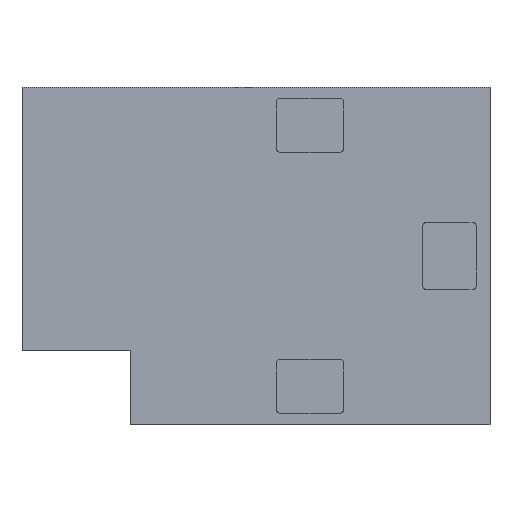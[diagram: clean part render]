
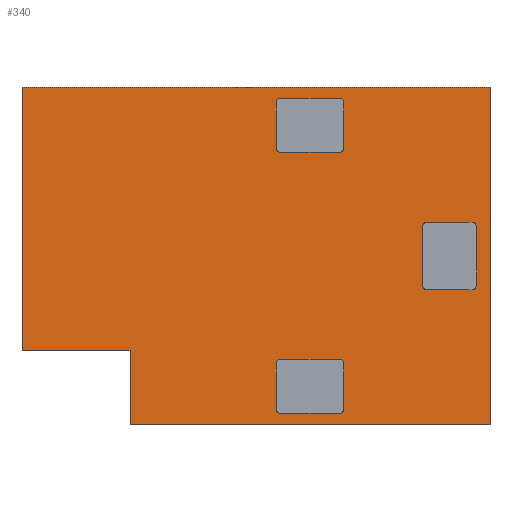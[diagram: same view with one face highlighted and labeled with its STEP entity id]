
A CAD part, top view. The second image highlights one B-rep face of the part: STEP entity #340.
In plain terms, the highlighted planar face has unit normal (0, 0, 1).
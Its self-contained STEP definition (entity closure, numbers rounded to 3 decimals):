
#93=PLANE('',#1086);
#161=LINE('',#1746,#263);
#162=LINE('',#1751,#264);
#163=LINE('',#1755,#265);
#164=LINE('',#1759,#266);
#165=LINE('',#1762,#267);
#166=LINE('',#1767,#268);
#167=LINE('',#1771,#269);
#168=LINE('',#1775,#270);
#169=LINE('',#1778,#271);
#170=LINE('',#1783,#272);
#171=LINE('',#1787,#273);
#172=LINE('',#1791,#274);
#173=LINE('',#1794,#275);
#174=LINE('',#1797,#276);
#175=LINE('',#1799,#277);
#176=LINE('',#1801,#278);
#177=LINE('',#1803,#279);
#178=LINE('',#1805,#280);
#263=VECTOR('',#1225,1.);
#264=VECTOR('',#1228,1.);
#265=VECTOR('',#1231,1.);
#266=VECTOR('',#1234,1.);
#267=VECTOR('',#1237,1.);
#268=VECTOR('',#1240,1.);
#269=VECTOR('',#1243,1.);
#270=VECTOR('',#1246,1.);
#271=VECTOR('',#1249,1.);
#272=VECTOR('',#1252,1.);
#273=VECTOR('',#1255,1.);
#274=VECTOR('',#1258,1.);
#275=VECTOR('',#1261,1.);
#276=VECTOR('',#1262,1.);
#277=VECTOR('',#1263,1.);
#278=VECTOR('',#1264,1.);
#279=VECTOR('',#1265,1.);
#280=VECTOR('',#1266,1.);
#340=ADVANCED_FACE('',(#433,#434,#435,#436),#93,.F.);
#397=CIRCLE('',#1074,1.);
#398=CIRCLE('',#1075,1.);
#399=CIRCLE('',#1076,1.);
#400=CIRCLE('',#1077,1.);
#401=CIRCLE('',#1078,1.);
#402=CIRCLE('',#1079,1.);
#403=CIRCLE('',#1080,1.);
#404=CIRCLE('',#1081,1.);
#405=CIRCLE('',#1082,1.);
#406=CIRCLE('',#1083,1.);
#407=CIRCLE('',#1084,1.);
#408=CIRCLE('',#1085,1.);
#433=FACE_BOUND('',#466,.T.);
#434=FACE_BOUND('',#467,.T.);
#435=FACE_BOUND('',#468,.T.);
#436=FACE_BOUND('',#469,.T.);
#466=EDGE_LOOP('',(#597,#598,#599,#600,#601,#602,#603,#604));
#467=EDGE_LOOP('',(#605,#606,#607,#608,#609,#610,#611,#612));
#468=EDGE_LOOP('',(#613,#614,#615,#616,#617,#618,#619,#620));
#469=EDGE_LOOP('',(#621,#622,#623,#624,#625,#626));
#597=ORIENTED_EDGE('',*,*,#940,.T.);
#598=ORIENTED_EDGE('',*,*,#941,.T.);
#599=ORIENTED_EDGE('',*,*,#942,.T.);
#600=ORIENTED_EDGE('',*,*,#943,.T.);
#601=ORIENTED_EDGE('',*,*,#944,.T.);
#602=ORIENTED_EDGE('',*,*,#945,.T.);
#603=ORIENTED_EDGE('',*,*,#946,.T.);
#604=ORIENTED_EDGE('',*,*,#947,.T.);
#605=ORIENTED_EDGE('',*,*,#948,.T.);
#606=ORIENTED_EDGE('',*,*,#949,.T.);
#607=ORIENTED_EDGE('',*,*,#950,.T.);
#608=ORIENTED_EDGE('',*,*,#951,.T.);
#609=ORIENTED_EDGE('',*,*,#952,.T.);
#610=ORIENTED_EDGE('',*,*,#953,.T.);
#611=ORIENTED_EDGE('',*,*,#954,.T.);
#612=ORIENTED_EDGE('',*,*,#955,.T.);
#613=ORIENTED_EDGE('',*,*,#956,.T.);
#614=ORIENTED_EDGE('',*,*,#957,.T.);
#615=ORIENTED_EDGE('',*,*,#958,.T.);
#616=ORIENTED_EDGE('',*,*,#959,.T.);
#617=ORIENTED_EDGE('',*,*,#960,.T.);
#618=ORIENTED_EDGE('',*,*,#961,.T.);
#619=ORIENTED_EDGE('',*,*,#962,.T.);
#620=ORIENTED_EDGE('',*,*,#963,.T.);
#621=ORIENTED_EDGE('',*,*,#964,.F.);
#622=ORIENTED_EDGE('',*,*,#965,.F.);
#623=ORIENTED_EDGE('',*,*,#966,.F.);
#624=ORIENTED_EDGE('',*,*,#967,.F.);
#625=ORIENTED_EDGE('',*,*,#968,.F.);
#626=ORIENTED_EDGE('',*,*,#969,.F.);
#831=VERTEX_POINT('',#1747);
#832=VERTEX_POINT('',#1748);
#833=VERTEX_POINT('',#1750);
#834=VERTEX_POINT('',#1752);
#835=VERTEX_POINT('',#1754);
#836=VERTEX_POINT('',#1756);
#837=VERTEX_POINT('',#1758);
#838=VERTEX_POINT('',#1760);
#839=VERTEX_POINT('',#1763);
#840=VERTEX_POINT('',#1764);
#841=VERTEX_POINT('',#1766);
#842=VERTEX_POINT('',#1768);
#843=VERTEX_POINT('',#1770);
#844=VERTEX_POINT('',#1772);
#845=VERTEX_POINT('',#1774);
#846=VERTEX_POINT('',#1776);
#847=VERTEX_POINT('',#1779);
#848=VERTEX_POINT('',#1780);
#849=VERTEX_POINT('',#1782);
#850=VERTEX_POINT('',#1784);
#851=VERTEX_POINT('',#1786);
#852=VERTEX_POINT('',#1788);
#853=VERTEX_POINT('',#1790);
#854=VERTEX_POINT('',#1792);
#855=VERTEX_POINT('',#1795);
#856=VERTEX_POINT('',#1796);
#857=VERTEX_POINT('',#1798);
#858=VERTEX_POINT('',#1800);
#859=VERTEX_POINT('',#1802);
#860=VERTEX_POINT('',#1804);
#940=EDGE_CURVE('',#831,#832,#161,.T.);
#941=EDGE_CURVE('',#832,#833,#397,.T.);
#942=EDGE_CURVE('',#833,#834,#162,.T.);
#943=EDGE_CURVE('',#834,#835,#398,.T.);
#944=EDGE_CURVE('',#835,#836,#163,.T.);
#945=EDGE_CURVE('',#836,#837,#399,.T.);
#946=EDGE_CURVE('',#837,#838,#164,.T.);
#947=EDGE_CURVE('',#838,#831,#400,.T.);
#948=EDGE_CURVE('',#839,#840,#165,.T.);
#949=EDGE_CURVE('',#840,#841,#401,.T.);
#950=EDGE_CURVE('',#841,#842,#166,.T.);
#951=EDGE_CURVE('',#842,#843,#402,.T.);
#952=EDGE_CURVE('',#843,#844,#167,.T.);
#953=EDGE_CURVE('',#844,#845,#403,.T.);
#954=EDGE_CURVE('',#845,#846,#168,.T.);
#955=EDGE_CURVE('',#846,#839,#404,.T.);
#956=EDGE_CURVE('',#847,#848,#169,.T.);
#957=EDGE_CURVE('',#848,#849,#405,.T.);
#958=EDGE_CURVE('',#849,#850,#170,.T.);
#959=EDGE_CURVE('',#850,#851,#406,.T.);
#960=EDGE_CURVE('',#851,#852,#171,.T.);
#961=EDGE_CURVE('',#852,#853,#407,.T.);
#962=EDGE_CURVE('',#853,#854,#172,.T.);
#963=EDGE_CURVE('',#854,#847,#408,.T.);
#964=EDGE_CURVE('',#855,#856,#173,.T.);
#965=EDGE_CURVE('',#857,#855,#174,.T.);
#966=EDGE_CURVE('',#858,#857,#175,.T.);
#967=EDGE_CURVE('',#859,#858,#176,.T.);
#968=EDGE_CURVE('',#860,#859,#177,.T.);
#969=EDGE_CURVE('',#856,#860,#178,.T.);
#1074=AXIS2_PLACEMENT_3D('',#1749,#1226,#1227);
#1075=AXIS2_PLACEMENT_3D('',#1753,#1229,#1230);
#1076=AXIS2_PLACEMENT_3D('',#1757,#1232,#1233);
#1077=AXIS2_PLACEMENT_3D('',#1761,#1235,#1236);
#1078=AXIS2_PLACEMENT_3D('',#1765,#1238,#1239);
#1079=AXIS2_PLACEMENT_3D('',#1769,#1241,#1242);
#1080=AXIS2_PLACEMENT_3D('',#1773,#1244,#1245);
#1081=AXIS2_PLACEMENT_3D('',#1777,#1247,#1248);
#1082=AXIS2_PLACEMENT_3D('',#1781,#1250,#1251);
#1083=AXIS2_PLACEMENT_3D('',#1785,#1253,#1254);
#1084=AXIS2_PLACEMENT_3D('',#1789,#1256,#1257);
#1085=AXIS2_PLACEMENT_3D('',#1793,#1259,#1260);
#1086=AXIS2_PLACEMENT_3D('',#1806,#1267,#1268);
#1225=DIRECTION('',(-1.,0.,0.));
#1226=DIRECTION('',(0.,0.,-1.));
#1227=DIRECTION('',(0.,1.,0.));
#1228=DIRECTION('',(0.,1.,0.));
#1229=DIRECTION('',(0.,0.,-1.));
#1230=DIRECTION('',(0.,-1.,0.));
#1231=DIRECTION('',(1.,0.,0.));
#1232=DIRECTION('',(0.,0.,-1.));
#1233=DIRECTION('',(0.,-1.,0.));
#1234=DIRECTION('',(0.,-1.,0.));
#1235=DIRECTION('',(0.,0.,-1.));
#1236=DIRECTION('',(0.,1.,0.));
#1237=DIRECTION('',(0.,1.,0.));
#1238=DIRECTION('',(0.,0.,-1.));
#1239=DIRECTION('',(0.,-1.,0.));
#1240=DIRECTION('',(1.,0.,0.));
#1241=DIRECTION('',(0.,0.,-1.));
#1242=DIRECTION('',(0.,-1.,0.));
#1243=DIRECTION('',(0.,-1.,0.));
#1244=DIRECTION('',(0.,0.,-1.));
#1245=DIRECTION('',(0.,1.,0.));
#1246=DIRECTION('',(-1.,0.,0.));
#1247=DIRECTION('',(0.,0.,-1.));
#1248=DIRECTION('',(0.,1.,0.));
#1249=DIRECTION('',(-1.,0.,0.));
#1250=DIRECTION('',(0.,0.,-1.));
#1251=DIRECTION('',(0.,1.,0.));
#1252=DIRECTION('',(0.,1.,0.));
#1253=DIRECTION('',(0.,0.,-1.));
#1254=DIRECTION('',(0.,-1.,0.));
#1255=DIRECTION('',(1.,0.,0.));
#1256=DIRECTION('',(0.,0.,-1.));
#1257=DIRECTION('',(0.,-1.,0.));
#1258=DIRECTION('',(0.,-1.,0.));
#1259=DIRECTION('',(0.,0.,-1.));
#1260=DIRECTION('',(0.,1.,0.));
#1261=DIRECTION('',(0.,1.,0.));
#1262=DIRECTION('',(-1.,0.,0.));
#1263=DIRECTION('',(0.,1.,0.));
#1264=DIRECTION('',(-1.,0.,0.));
#1265=DIRECTION('',(0.,-1.,0.));
#1266=DIRECTION('',(1.,0.,0.));
#1267=DIRECTION('',(0.,0.,-1.));
#1268=DIRECTION('',(1.,0.,0.));
#1746=CARTESIAN_POINT('',(36.,-7.5,0.));
#1747=CARTESIAN_POINT('',(36.,-7.5,0.));
#1748=CARTESIAN_POINT('',(26.,-7.5,0.));
#1749=CARTESIAN_POINT('',(26.,-6.5,0.));
#1750=CARTESIAN_POINT('',(25.,-6.5,0.));
#1751=CARTESIAN_POINT('',(25.,-6.5,0.));
#1752=CARTESIAN_POINT('',(25.,6.5,0.));
#1753=CARTESIAN_POINT('',(26.,6.5,0.));
#1754=CARTESIAN_POINT('',(26.,7.5,0.));
#1755=CARTESIAN_POINT('',(26.,7.5,0.));
#1756=CARTESIAN_POINT('',(36.,7.5,0.));
#1757=CARTESIAN_POINT('',(36.,6.5,0.));
#1758=CARTESIAN_POINT('',(37.,6.5,0.));
#1759=CARTESIAN_POINT('',(37.,6.5,0.));
#1760=CARTESIAN_POINT('',(37.,-6.5,0.));
#1761=CARTESIAN_POINT('',(36.,-6.5,0.));
#1762=CARTESIAN_POINT('',(-7.5,-34.,0.));
#1763=CARTESIAN_POINT('',(-7.5,-34.,0.));
#1764=CARTESIAN_POINT('',(-7.5,-24.,0.));
#1765=CARTESIAN_POINT('',(-6.5,-24.,0.));
#1766=CARTESIAN_POINT('',(-6.5,-23.,0.));
#1767=CARTESIAN_POINT('',(-6.5,-23.,0.));
#1768=CARTESIAN_POINT('',(6.5,-23.,0.));
#1769=CARTESIAN_POINT('',(6.5,-24.,0.));
#1770=CARTESIAN_POINT('',(7.5,-24.,0.));
#1771=CARTESIAN_POINT('',(7.5,-24.,0.));
#1772=CARTESIAN_POINT('',(7.5,-34.,0.));
#1773=CARTESIAN_POINT('',(6.5,-34.,0.));
#1774=CARTESIAN_POINT('',(6.5,-35.,0.));
#1775=CARTESIAN_POINT('',(6.5,-35.,0.));
#1776=CARTESIAN_POINT('',(-6.5,-35.,0.));
#1777=CARTESIAN_POINT('',(-6.5,-34.,0.));
#1778=CARTESIAN_POINT('',(6.5,23.,0.));
#1779=CARTESIAN_POINT('',(6.5,23.,0.));
#1780=CARTESIAN_POINT('',(-6.5,23.,0.));
#1781=CARTESIAN_POINT('',(-6.5,24.,0.));
#1782=CARTESIAN_POINT('',(-7.5,24.,0.));
#1783=CARTESIAN_POINT('',(-7.5,24.,0.));
#1784=CARTESIAN_POINT('',(-7.5,34.,0.));
#1785=CARTESIAN_POINT('',(-6.5,34.,0.));
#1786=CARTESIAN_POINT('',(-6.5,35.,0.));
#1787=CARTESIAN_POINT('',(-6.5,35.,0.));
#1788=CARTESIAN_POINT('',(6.5,35.,0.));
#1789=CARTESIAN_POINT('',(6.5,34.,0.));
#1790=CARTESIAN_POINT('',(7.5,34.,0.));
#1791=CARTESIAN_POINT('',(7.5,34.,0.));
#1792=CARTESIAN_POINT('',(7.5,24.,0.));
#1793=CARTESIAN_POINT('',(6.5,24.,0.));
#1794=CARTESIAN_POINT('',(-64.,-21.,0.));
#1795=CARTESIAN_POINT('',(-64.,-21.,0.));
#1796=CARTESIAN_POINT('',(-64.,37.5,0.));
#1797=CARTESIAN_POINT('',(-40.,-21.,0.));
#1798=CARTESIAN_POINT('',(-40.,-21.,0.));
#1799=CARTESIAN_POINT('',(-40.,-37.5,0.));
#1800=CARTESIAN_POINT('',(-40.,-37.5,0.));
#1801=CARTESIAN_POINT('',(40.,-37.5,0.));
#1802=CARTESIAN_POINT('',(40.,-37.5,0.));
#1803=CARTESIAN_POINT('',(40.,37.5,0.));
#1804=CARTESIAN_POINT('',(40.,37.5,0.));
#1805=CARTESIAN_POINT('',(-64.,37.5,0.));
#1806=CARTESIAN_POINT('',(0.,0.,0.));
